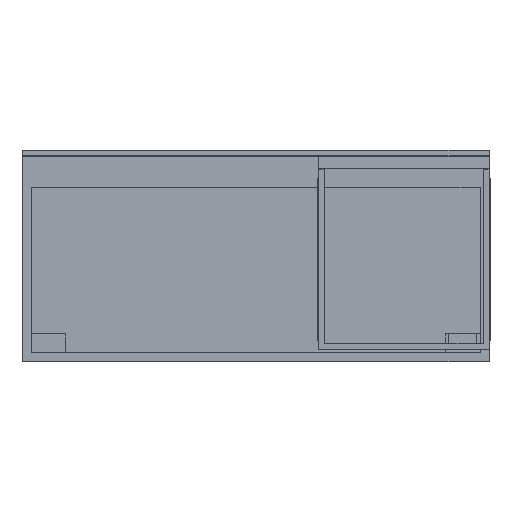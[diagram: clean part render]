
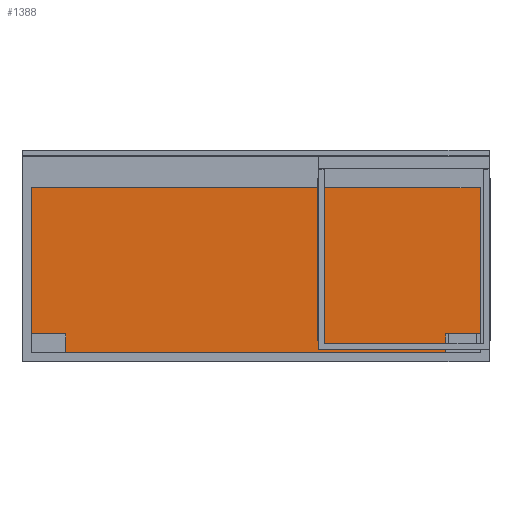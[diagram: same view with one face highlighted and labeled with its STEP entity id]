
A CAD part, front view. The second image highlights one B-rep face of the part: STEP entity #1388.
In plain terms, the highlighted planar face has unit normal (0, -1, 0).
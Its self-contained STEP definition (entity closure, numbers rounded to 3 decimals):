
#1 = DIRECTION ( 'NONE',  ( -1., 0., 0. ) ) ;
#43 = DIRECTION ( 'NONE',  ( 0., 0., 1. ) ) ;
#197 = VERTEX_POINT ( 'NONE', #8756 ) ;
#720 = VECTOR ( 'NONE', #2143, 1000. ) ;
#743 = VECTOR ( 'NONE', #10428, 1000. ) ;
#910 = CARTESIAN_POINT ( 'NONE',  ( 610., 0.8, -630. ) ) ;
#1309 = CARTESIAN_POINT ( 'NONE',  ( 0., 0.8, 0. ) ) ;
#1344 = VERTEX_POINT ( 'NONE', #6309 ) ;
#1388 = ADVANCED_FACE ( 'NONE', ( #5545 ), #13523, .F. ) ;
#1447 = CARTESIAN_POINT ( 'NONE',  ( -720., 0.8, -630. ) ) ;
#1477 = DIRECTION ( 'NONE',  ( 0., 0., -1. ) ) ;
#1498 = AXIS2_PLACEMENT_3D ( 'NONE', #1309, #3557, #43 ) ;
#1531 = EDGE_CURVE ( 'NONE', #11510, #8212, #11472, .T. ) ;
#1563 = LINE ( 'NONE', #2799, #8940 ) ;
#1901 = DIRECTION ( 'NONE',  ( 0., 0., 1. ) ) ;
#2100 = EDGE_LOOP ( 'NONE', ( #10020, #12570, #4351, #7503, #3868, #5383, #4194, #2114 ) ) ;
#2114 = ORIENTED_EDGE ( 'NONE', *, *, #3422, .F. ) ;
#2143 = DIRECTION ( 'NONE',  ( -1., 0., 0. ) ) ;
#2799 = CARTESIAN_POINT ( 'NONE',  ( -720., 0.8, -101. ) ) ;
#3236 = CARTESIAN_POINT ( 'NONE',  ( 720., 0.8, -570. ) ) ;
#3309 = CARTESIAN_POINT ( 'NONE',  ( -720., 0.8, -570. ) ) ;
#3422 = EDGE_CURVE ( 'NONE', #197, #7234, #4623, .T. ) ;
#3557 = DIRECTION ( 'NONE',  ( 0., 1., 0. ) ) ;
#3868 = ORIENTED_EDGE ( 'NONE', *, *, #4250, .T. ) ;
#4194 = ORIENTED_EDGE ( 'NONE', *, *, #12666, .T. ) ;
#4250 = EDGE_CURVE ( 'NONE', #10263, #1344, #13732, .T. ) ;
#4351 = ORIENTED_EDGE ( 'NONE', *, *, #5391, .F. ) ;
#4623 = LINE ( 'NONE', #3309, #720 ) ;
#5372 = CARTESIAN_POINT ( 'NONE',  ( 610., 0.8, -570. ) ) ;
#5383 = ORIENTED_EDGE ( 'NONE', *, *, #5489, .T. ) ;
#5391 = EDGE_CURVE ( 'NONE', #11431, #8212, #8430, .T. ) ;
#5489 = EDGE_CURVE ( 'NONE', #1344, #11037, #1563, .T. ) ;
#5545 = FACE_OUTER_BOUND ( 'NONE', #2100, .T. ) ;
#6293 = CARTESIAN_POINT ( 'NONE',  ( -610., 0.8, -630. ) ) ;
#6309 = CARTESIAN_POINT ( 'NONE',  ( 720., 0.8, -101. ) ) ;
#6457 = LINE ( 'NONE', #13197, #8529 ) ;
#7234 = VERTEX_POINT ( 'NONE', #9653 ) ;
#7420 = VECTOR ( 'NONE', #1477, 1000. ) ;
#7503 = ORIENTED_EDGE ( 'NONE', *, *, #9311, .F. ) ;
#7633 = CARTESIAN_POINT ( 'NONE',  ( 610., 0.8, -630. ) ) ;
#8212 = VERTEX_POINT ( 'NONE', #7633 ) ;
#8384 = DIRECTION ( 'NONE',  ( 1., 0., 0. ) ) ;
#8430 = LINE ( 'NONE', #910, #14094 ) ;
#8440 = CARTESIAN_POINT ( 'NONE',  ( 720., 0.8, -630. ) ) ;
#8529 = VECTOR ( 'NONE', #1, 1000. ) ;
#8756 = CARTESIAN_POINT ( 'NONE',  ( -610., 0.8, -570. ) ) ;
#8940 = VECTOR ( 'NONE', #11358, 1000. ) ;
#9311 = EDGE_CURVE ( 'NONE', #10263, #11431, #6457, .T. ) ;
#9653 = CARTESIAN_POINT ( 'NONE',  ( -720., 0.8, -570. ) ) ;
#10020 = ORIENTED_EDGE ( 'NONE', *, *, #12161, .F. ) ;
#10108 = CARTESIAN_POINT ( 'NONE',  ( -610., 0.8, -630. ) ) ;
#10263 = VERTEX_POINT ( 'NONE', #3236 ) ;
#10428 = DIRECTION ( 'NONE',  ( 0., 0., 1. ) ) ;
#10607 = VECTOR ( 'NONE', #8384, 1000. ) ;
#11026 = CARTESIAN_POINT ( 'NONE',  ( -720., 0.8, -101. ) ) ;
#11037 = VERTEX_POINT ( 'NONE', #11026 ) ;
#11358 = DIRECTION ( 'NONE',  ( -1., 0., 0. ) ) ;
#11431 = VERTEX_POINT ( 'NONE', #5372 ) ;
#11472 = LINE ( 'NONE', #1447, #10607 ) ;
#11510 = VERTEX_POINT ( 'NONE', #10108 ) ;
#12161 = EDGE_CURVE ( 'NONE', #11510, #197, #13978, .T. ) ;
#12570 = ORIENTED_EDGE ( 'NONE', *, *, #1531, .T. ) ;
#12666 = EDGE_CURVE ( 'NONE', #11037, #7234, #13835, .T. ) ;
#12669 = CARTESIAN_POINT ( 'NONE',  ( -720., 0.8, -630. ) ) ;
#12910 = DIRECTION ( 'NONE',  ( 0., 0., -1. ) ) ;
#13197 = CARTESIAN_POINT ( 'NONE',  ( 720., 0.8, -570. ) ) ;
#13523 = PLANE ( 'NONE',  #1498 ) ;
#13732 = LINE ( 'NONE', #8440, #743 ) ;
#13835 = LINE ( 'NONE', #12669, #7420 ) ;
#13978 = LINE ( 'NONE', #6293, #14403 ) ;
#14094 = VECTOR ( 'NONE', #12910, 1000. ) ;
#14403 = VECTOR ( 'NONE', #1901, 1000. ) ;
